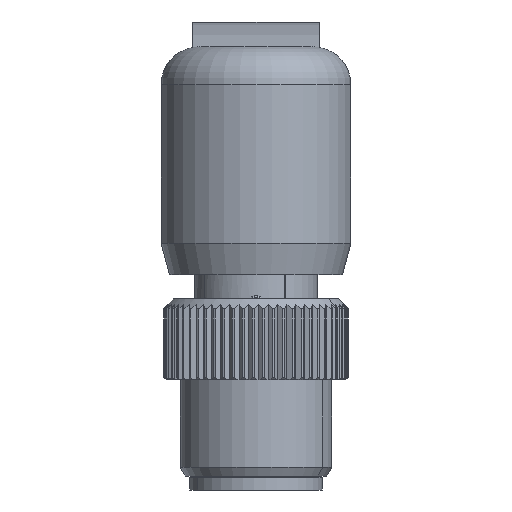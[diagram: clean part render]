
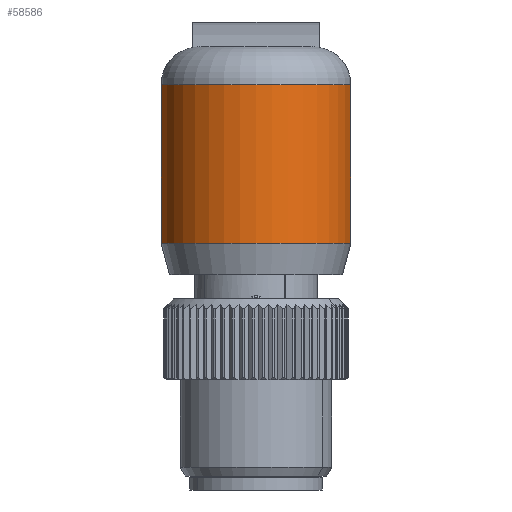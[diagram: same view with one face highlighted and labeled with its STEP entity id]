
A CAD part, front view. The second image highlights one B-rep face of the part: STEP entity #58586.
In plain terms, the highlighted cylindrical face has radius 7.5 mm (diameter 15 mm), a partial arc.
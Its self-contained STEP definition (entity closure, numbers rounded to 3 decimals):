
#58475=AXIS2_PLACEMENT_3D('Circle Axis2P3D',#58473,#58474,$) ;
#58543=AXIS2_PLACEMENT_3D('Cylinder Axis2P3D',#58540,#58541,#58542) ;
#58577=AXIS2_PLACEMENT_3D('Circle Axis2P3D',#58575,#58576,$) ;
#58470=CARTESIAN_POINT('Vertex',(0.,7.5,32.)) ;
#58473=CARTESIAN_POINT('Axis2P3D Location',(7.5,7.5,32.)) ;
#58477=CARTESIAN_POINT('Vertex',(15.,7.5,32.)) ;
#58540=CARTESIAN_POINT('Axis2P3D Location',(7.5,7.5,27.5)) ;
#58545=CARTESIAN_POINT('Line Origine',(0.,7.5,27.5)) ;
#58549=CARTESIAN_POINT('Vertex',(0.,7.5,19.5)) ;
#58552=CARTESIAN_POINT('Line Origine',(15.,7.5,27.5)) ;
#58556=CARTESIAN_POINT('Vertex',(15.,7.5,19.5)) ;
#58575=CARTESIAN_POINT('Axis2P3D Location',(7.5,7.5,19.5)) ;
#58474=DIRECTION('Axis2P3D Direction',(0.,0.,1.)) ;
#58541=DIRECTION('Axis2P3D Direction',(0.,0.,1.)) ;
#58542=DIRECTION('Axis2P3D XDirection',(1.,0.,0.)) ;
#58546=DIRECTION('Vector Direction',(0.,0.,1.)) ;
#58553=DIRECTION('Vector Direction',(0.,0.,1.)) ;
#58576=DIRECTION('Axis2P3D Direction',(0.,0.,1.)) ;
#58547=VECTOR('Line Direction',#58546,1.) ;
#58554=VECTOR('Line Direction',#58553,1.) ;
#58581=ORIENTED_EDGE('',*,*,#58558,.T.) ;
#58582=ORIENTED_EDGE('',*,*,#58479,.F.) ;
#58583=ORIENTED_EDGE('',*,*,#58551,.F.) ;
#58584=ORIENTED_EDGE('',*,*,#58579,.T.) ;
#58586=ADVANCED_FACE('1159480000.1\\48401_IE-C5XXXMCAXXX-E.1\\42281_SAIL_GF_WI_SI_M12.1\\K\X2\00F6\X0\rper.2',(#58585),#58544,.T.) ;
#58476=CIRCLE('generated circle',#58475,7.5) ;
#58578=CIRCLE('generated circle',#58577,7.5) ;
#58544=CYLINDRICAL_SURFACE('generated cylinder',#58543,7.5) ;
#58479=EDGE_CURVE('',#58471,#58478,#58476,.T.) ;
#58551=EDGE_CURVE('',#58550,#58471,#58548,.T.) ;
#58558=EDGE_CURVE('',#58557,#58478,#58555,.T.) ;
#58579=EDGE_CURVE('',#58550,#58557,#58578,.T.) ;
#58580=EDGE_LOOP('',(#58581,#58582,#58583,#58584)) ;
#58585=FACE_OUTER_BOUND('',#58580,.T.) ;
#58548=LINE('Line',#58545,#58547) ;
#58555=LINE('Line',#58552,#58554) ;
#58471=VERTEX_POINT('',#58470) ;
#58478=VERTEX_POINT('',#58477) ;
#58550=VERTEX_POINT('',#58549) ;
#58557=VERTEX_POINT('',#58556) ;
